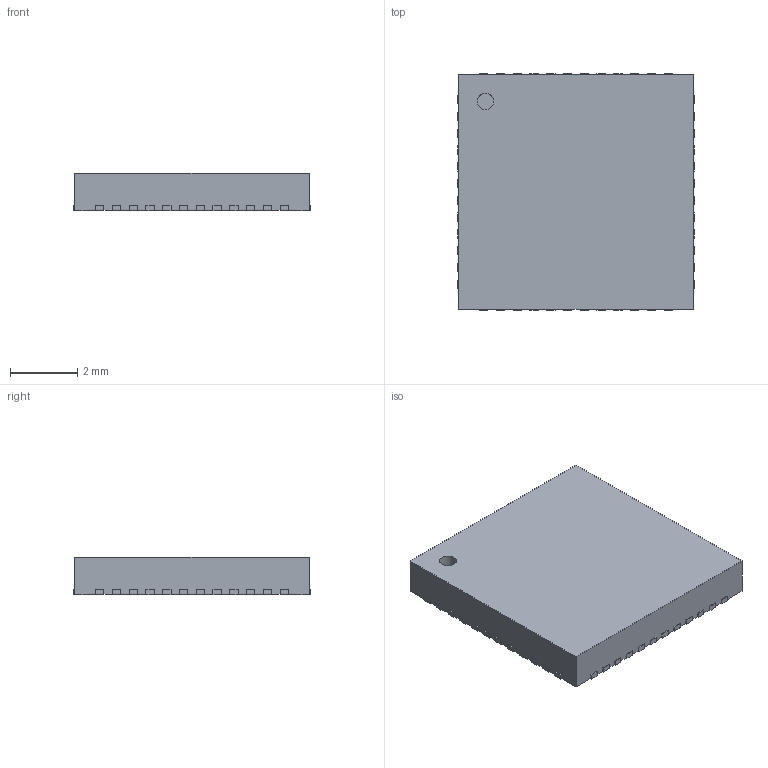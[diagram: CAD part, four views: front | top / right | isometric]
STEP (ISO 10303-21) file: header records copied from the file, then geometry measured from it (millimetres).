
FILE_DESCRIPTION(/* description */ ('Unknown'),/* implementation_level */ '2;1');
FILE_NAME(/* name */ 'ESP32-PICO-V3-02',/* time_stamp */ '2023-07-03T11:30:23+02:00',/* author */ ('Unknown'),/* organization */ ('Unknown'),/* preprocessor_version */ 'ST-DEVELOPER v18.102',/* originating_system */ 'Solid Edge',/* authorisation */ 'Unknown');
FILE_SCHEMA (('AUTOMOTIVE_DESIGN {1 0 10303 214 3 1 1}'));
Length unit declared in the file: millimetre
Products named in the file (1): ESP32-PICO-V3-02
Bounding box: 7.04 x 7.04 x 1.12 mm (x, y, z)
Volume: 54.4 mm3; surface area: 132 mm2
Topology: 1 solids, 1 shells, 305 faces, 903 edges, 602 vertices
Faces by surface type: plane 253, cylinder 52
Full cylindrical faces by diameter (mm): 0.5 x1
Entity records: 12240 total; most frequent: CARTESIAN_POINT 1811, ORIENTED_EDGE 1806, DIRECTION 1619, EDGE_CURVE 903, LINE 799, VECTOR 799, VERTEX_POINT 602, AXIS2_PLACEMENT_3D 410
